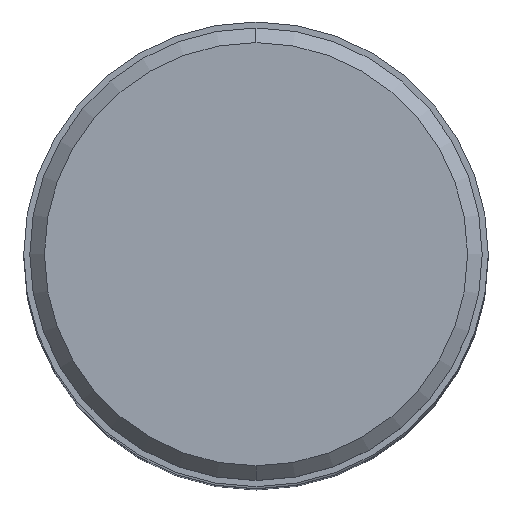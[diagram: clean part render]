
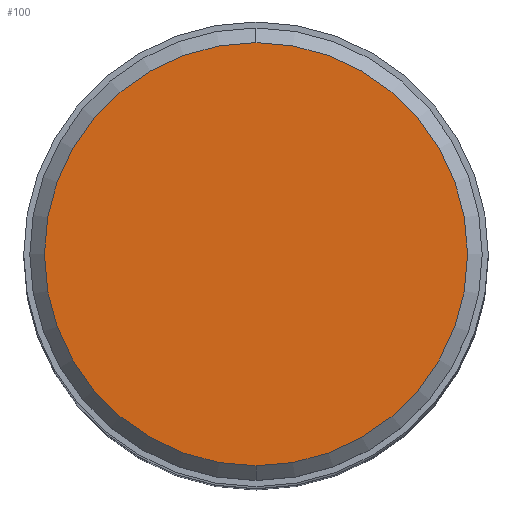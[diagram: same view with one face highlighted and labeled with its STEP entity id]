
A CAD part, top view. The second image highlights one B-rep face of the part: STEP entity #100.
In plain terms, the highlighted planar face has unit normal (0, 0, 1).
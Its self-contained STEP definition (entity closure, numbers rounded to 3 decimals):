
#44=PLANE('',#806);
#100=ADVANCED_FACE('',(#153),#44,.F.);
#153=FACE_OUTER_BOUND('',#197,.T.);
#197=EDGE_LOOP('',(#301,#302));
#301=ORIENTED_EDGE('',*,*,#475,.T.);
#302=ORIENTED_EDGE('',*,*,#476,.T.);
#411=VERTEX_POINT('',#1279);
#412=VERTEX_POINT('',#1280);
#475=EDGE_CURVE('',#411,#412,#559,.T.);
#476=EDGE_CURVE('',#412,#411,#560,.T.);
#559=CIRCLE('',#804,17.35);
#560=CIRCLE('',#805,17.35);
#804=AXIS2_PLACEMENT_3D('',#1278,#996,#997);
#805=AXIS2_PLACEMENT_3D('',#1281,#998,#999);
#806=AXIS2_PLACEMENT_3D('',#1282,#1000,#1001);
#996=DIRECTION('',(0.,0.,1.));
#997=DIRECTION('',(0.,1.,0.));
#998=DIRECTION('',(0.,0.,1.));
#999=DIRECTION('',(0.,-1.,0.));
#1000=DIRECTION('',(0.,0.,-1.));
#1001=DIRECTION('',(1.,0.,0.));
#1278=CARTESIAN_POINT('',(0.,0.,55.626));
#1279=CARTESIAN_POINT('',(0.,17.35,55.626));
#1280=CARTESIAN_POINT('',(0.,-17.35,55.626));
#1281=CARTESIAN_POINT('',(0.,0.,55.626));
#1282=CARTESIAN_POINT('',(0.,0.,55.626));
